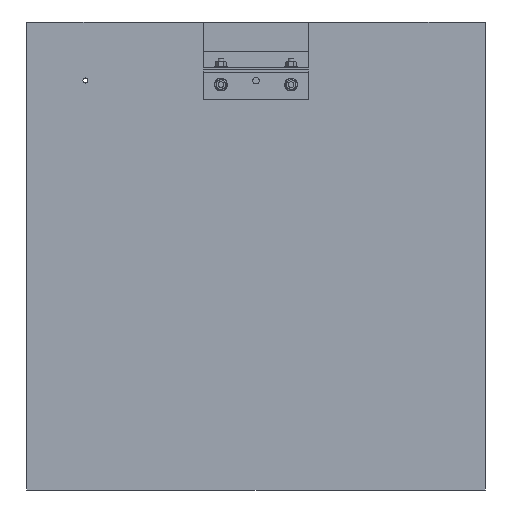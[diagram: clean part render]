
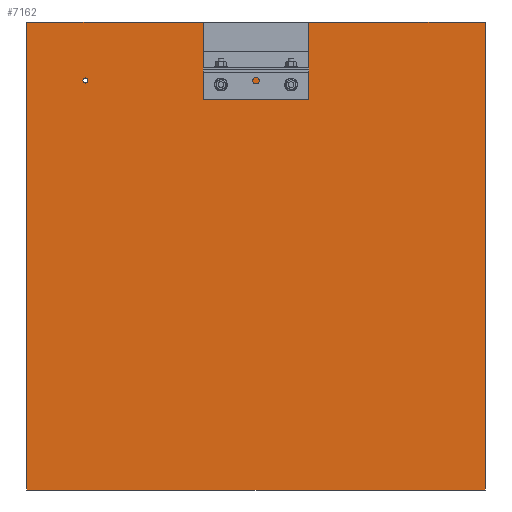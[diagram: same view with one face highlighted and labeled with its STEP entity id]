
A CAD part, front view. The second image highlights one B-rep face of the part: STEP entity #7162.
In plain terms, the highlighted planar face has unit normal (0, -1, 0).
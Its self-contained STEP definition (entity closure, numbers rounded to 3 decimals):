
#19 = VERTEX_POINT ( 'NONE', #5325 ) ;
#52 = VERTEX_POINT ( 'NONE', #73 ) ;
#73 = CARTESIAN_POINT ( 'NONE',  ( 45.25, 0., 200. ) ) ;
#136 = EDGE_CURVE ( 'NONE', #19, #1181, #4636, .T. ) ;
#404 = FACE_OUTER_BOUND ( 'NONE', #2010, .T. ) ;
#433 = EDGE_CURVE ( 'NONE', #2063, #8463, #8016, .T. ) ;
#514 = ORIENTED_EDGE ( 'NONE', *, *, #1672, .T. ) ;
#547 = VECTOR ( 'NONE', #9065, 1000. ) ;
#570 = DIRECTION ( 'NONE',  ( 0., 1., 0. ) ) ;
#688 = VERTEX_POINT ( 'NONE', #9067 ) ;
#748 = CARTESIAN_POINT ( 'NONE',  ( -45.25, 0., 200. ) ) ;
#783 = DIRECTION ( 'NONE',  ( 0., 0., -1. ) ) ;
#812 = CARTESIAN_POINT ( 'NONE',  ( -145.75, 0., 152.15 ) ) ;
#990 = FACE_BOUND ( 'NONE', #2790, .T. ) ;
#1038 = DIRECTION ( 'NONE',  ( 0., 0., 1. ) ) ;
#1063 = EDGE_CURVE ( 'NONE', #1276, #688, #2093, .T. ) ;
#1138 = CIRCLE ( 'NONE', #2582, 2.15 ) ;
#1167 = LINE ( 'NONE', #4534, #6343 ) ;
#1181 = VERTEX_POINT ( 'NONE', #1591 ) ;
#1229 = ORIENTED_EDGE ( 'NONE', *, *, #3904, .T. ) ;
#1235 = CARTESIAN_POINT ( 'NONE',  ( 30., 0., 146.5 ) ) ;
#1246 = CARTESIAN_POINT ( 'NONE',  ( -45.25, 0., 159. ) ) ;
#1276 = VERTEX_POINT ( 'NONE', #5226 ) ;
#1330 = CARTESIAN_POINT ( 'NONE',  ( -145.75, 0., 147.85 ) ) ;
#1350 = LINE ( 'NONE', #2478, #547 ) ;
#1418 = ORIENTED_EDGE ( 'NONE', *, *, #1063, .F. ) ;
#1503 = AXIS2_PLACEMENT_3D ( 'NONE', #5518, #5418, #1038 ) ;
#1530 = ORIENTED_EDGE ( 'NONE', *, *, #9083, .T. ) ;
#1577 = DIRECTION ( 'NONE',  ( 0., 0., -1. ) ) ;
#1591 = CARTESIAN_POINT ( 'NONE',  ( -195.75, 0., -200. ) ) ;
#1600 = DIRECTION ( 'NONE',  ( 1., 0., 0. ) ) ;
#1672 = EDGE_CURVE ( 'NONE', #5280, #4620, #7653, .T. ) ;
#1766 = DIRECTION ( 'NONE',  ( 1., 0., 0. ) ) ;
#2010 = EDGE_LOOP ( 'NONE', ( #3928, #1229, #8689, #5785, #4257, #1418, #4733, #7806 ) ) ;
#2031 = DIRECTION ( 'NONE',  ( 0., 0., -1. ) ) ;
#2063 = VERTEX_POINT ( 'NONE', #812 ) ;
#2093 = LINE ( 'NONE', #2179, #7661 ) ;
#2128 = FACE_BOUND ( 'NONE', #4023, .T. ) ;
#2179 = CARTESIAN_POINT ( 'NONE',  ( 195.75, 0., 200. ) ) ;
#2267 = VERTEX_POINT ( 'NONE', #8438 ) ;
#2301 = VERTEX_POINT ( 'NONE', #1246 ) ;
#2400 = CARTESIAN_POINT ( 'NONE',  ( -195.75, 0., 200. ) ) ;
#2478 = CARTESIAN_POINT ( 'NONE',  ( -45.25, 0., 159. ) ) ;
#2582 = AXIS2_PLACEMENT_3D ( 'NONE', #2907, #9483, #5808 ) ;
#2610 = CARTESIAN_POINT ( 'NONE',  ( 30., 0., 149. ) ) ;
#2790 = EDGE_LOOP ( 'NONE', ( #2863, #1530 ) ) ;
#2837 = CARTESIAN_POINT ( 'NONE',  ( -195.75, 0., 200. ) ) ;
#2863 = ORIENTED_EDGE ( 'NONE', *, *, #6518, .T. ) ;
#2907 = CARTESIAN_POINT ( 'NONE',  ( -145.75, 0., 150. ) ) ;
#3238 = DIRECTION ( 'NONE',  ( 0., 0., -1. ) ) ;
#3355 = CIRCLE ( 'NONE', #5574, 2.5 ) ;
#3457 = AXIS2_PLACEMENT_3D ( 'NONE', #2837, #570, #7235 ) ;
#3645 = AXIS2_PLACEMENT_3D ( 'NONE', #9334, #4917, #4061 ) ;
#3904 = EDGE_CURVE ( 'NONE', #2301, #8071, #5251, .T. ) ;
#3928 = ORIENTED_EDGE ( 'NONE', *, *, #5782, .T. ) ;
#4011 = CARTESIAN_POINT ( 'NONE',  ( -45.25, 0., 200. ) ) ;
#4023 = EDGE_LOOP ( 'NONE', ( #8526, #514 ) ) ;
#4040 = EDGE_CURVE ( 'NONE', #52, #1276, #8947, .T. ) ;
#4061 = DIRECTION ( 'NONE',  ( 0., 0., -1. ) ) ;
#4112 = CARTESIAN_POINT ( 'NONE',  ( -195.75, 0., 200. ) ) ;
#4257 = ORIENTED_EDGE ( 'NONE', *, *, #5037, .T. ) ;
#4315 = FACE_BOUND ( 'NONE', #9430, .T. ) ;
#4534 = CARTESIAN_POINT ( 'NONE',  ( 45.25, 0., 200. ) ) ;
#4620 = VERTEX_POINT ( 'NONE', #8727 ) ;
#4636 = LINE ( 'NONE', #2400, #8787 ) ;
#4722 = CARTESIAN_POINT ( 'NONE',  ( -195.75, 0., -200. ) ) ;
#4733 = ORIENTED_EDGE ( 'NONE', *, *, #4040, .F. ) ;
#4869 = EDGE_CURVE ( 'NONE', #19, #8071, #5462, .T. ) ;
#4886 = LINE ( 'NONE', #4722, #8369 ) ;
#4917 = DIRECTION ( 'NONE',  ( 0., 1., 0. ) ) ;
#4957 = DIRECTION ( 'NONE',  ( 0., 1., 0. ) ) ;
#5028 = VECTOR ( 'NONE', #7840, 1000. ) ;
#5037 = EDGE_CURVE ( 'NONE', #1181, #688, #4886, .T. ) ;
#5158 = ORIENTED_EDGE ( 'NONE', *, *, #433, .T. ) ;
#5226 = CARTESIAN_POINT ( 'NONE',  ( 195.75, 0., 200. ) ) ;
#5251 = LINE ( 'NONE', #4011, #8502 ) ;
#5280 = VERTEX_POINT ( 'NONE', #6139 ) ;
#5325 = CARTESIAN_POINT ( 'NONE',  ( -195.75, 0., 200. ) ) ;
#5418 = DIRECTION ( 'NONE',  ( 0., 1., 0. ) ) ;
#5462 = LINE ( 'NONE', #7554, #7094 ) ;
#5476 = EDGE_CURVE ( 'NONE', #8463, #2063, #1138, .T. ) ;
#5518 = CARTESIAN_POINT ( 'NONE',  ( -30., 0., 146.5 ) ) ;
#5574 = AXIS2_PLACEMENT_3D ( 'NONE', #1235, #4957, #2031 ) ;
#5587 = DIRECTION ( 'NONE',  ( 0., 1., 0. ) ) ;
#5775 = CARTESIAN_POINT ( 'NONE',  ( -145.75, 0., 150. ) ) ;
#5782 = EDGE_CURVE ( 'NONE', #2267, #2301, #1350, .T. ) ;
#5785 = ORIENTED_EDGE ( 'NONE', *, *, #136, .T. ) ;
#5808 = DIRECTION ( 'NONE',  ( 0., 0., 1. ) ) ;
#6139 = CARTESIAN_POINT ( 'NONE',  ( -30., 0., 144. ) ) ;
#6172 = VERTEX_POINT ( 'NONE', #8024 ) ;
#6310 = DIRECTION ( 'NONE',  ( 0., 0., 1. ) ) ;
#6343 = VECTOR ( 'NONE', #1577, 1000. ) ;
#6490 = CIRCLE ( 'NONE', #1503, 2.5 ) ;
#6518 = EDGE_CURVE ( 'NONE', #8422, #6172, #7460, .T. ) ;
#6884 = DIRECTION ( 'NONE',  ( 0., 0., 1. ) ) ;
#7094 = VECTOR ( 'NONE', #1600, 1000. ) ;
#7101 = AXIS2_PLACEMENT_3D ( 'NONE', #5775, #7269, #9452 ) ;
#7162 = ADVANCED_FACE ( 'NONE', ( #990, #2128, #4315, #404 ), #8536, .F. ) ;
#7235 = DIRECTION ( 'NONE',  ( 0., 0., 1. ) ) ;
#7269 = DIRECTION ( 'NONE',  ( 0., 1., 0. ) ) ;
#7460 = CIRCLE ( 'NONE', #3645, 2.5 ) ;
#7554 = CARTESIAN_POINT ( 'NONE',  ( -195.75, 0., 200. ) ) ;
#7653 = CIRCLE ( 'NONE', #9445, 2.5 ) ;
#7661 = VECTOR ( 'NONE', #783, 1000. ) ;
#7806 = ORIENTED_EDGE ( 'NONE', *, *, #9314, .T. ) ;
#7840 = DIRECTION ( 'NONE',  ( 1., 0., 0. ) ) ;
#8016 = CIRCLE ( 'NONE', #7101, 2.15 ) ;
#8024 = CARTESIAN_POINT ( 'NONE',  ( 30., 0., 144. ) ) ;
#8033 = EDGE_CURVE ( 'NONE', #4620, #5280, #6490, .T. ) ;
#8071 = VERTEX_POINT ( 'NONE', #748 ) ;
#8247 = ORIENTED_EDGE ( 'NONE', *, *, #5476, .T. ) ;
#8369 = VECTOR ( 'NONE', #1766, 1000. ) ;
#8422 = VERTEX_POINT ( 'NONE', #2610 ) ;
#8438 = CARTESIAN_POINT ( 'NONE',  ( 45.25, 0., 159. ) ) ;
#8463 = VERTEX_POINT ( 'NONE', #1330 ) ;
#8502 = VECTOR ( 'NONE', #6884, 1000. ) ;
#8526 = ORIENTED_EDGE ( 'NONE', *, *, #8033, .T. ) ;
#8536 = PLANE ( 'NONE',  #3457 ) ;
#8689 = ORIENTED_EDGE ( 'NONE', *, *, #4869, .F. ) ;
#8727 = CARTESIAN_POINT ( 'NONE',  ( -30., 0., 149. ) ) ;
#8787 = VECTOR ( 'NONE', #3238, 1000. ) ;
#8947 = LINE ( 'NONE', #4112, #5028 ) ;
#9065 = DIRECTION ( 'NONE',  ( -1., 0., 0. ) ) ;
#9067 = CARTESIAN_POINT ( 'NONE',  ( 195.75, 0., -200. ) ) ;
#9083 = EDGE_CURVE ( 'NONE', #6172, #8422, #3355, .T. ) ;
#9303 = CARTESIAN_POINT ( 'NONE',  ( -30., 0., 146.5 ) ) ;
#9314 = EDGE_CURVE ( 'NONE', #52, #2267, #1167, .T. ) ;
#9334 = CARTESIAN_POINT ( 'NONE',  ( 30., 0., 146.5 ) ) ;
#9430 = EDGE_LOOP ( 'NONE', ( #5158, #8247 ) ) ;
#9445 = AXIS2_PLACEMENT_3D ( 'NONE', #9303, #5587, #6310 ) ;
#9452 = DIRECTION ( 'NONE',  ( 0., 0., 1. ) ) ;
#9483 = DIRECTION ( 'NONE',  ( 0., 1., 0. ) ) ;
